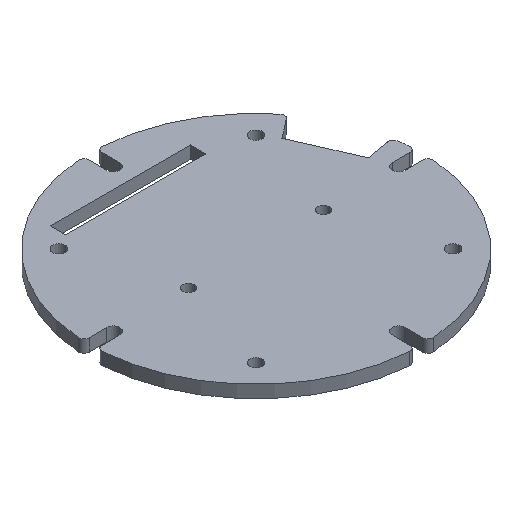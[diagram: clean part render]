
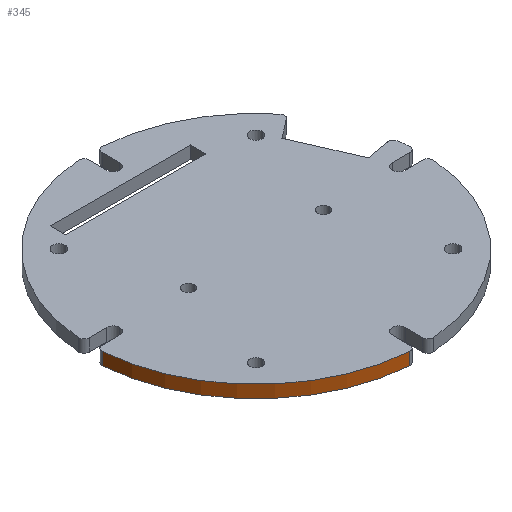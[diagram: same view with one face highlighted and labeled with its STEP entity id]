
A CAD part, isometric view. The second image highlights one B-rep face of the part: STEP entity #345.
In plain terms, the highlighted cylindrical face has radius 32 mm (diameter 64 mm), a partial arc.
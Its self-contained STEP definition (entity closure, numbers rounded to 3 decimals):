
#123 = AXIS2_PLACEMENT_3D ( 'NONE', #834, #647, #451 ) ;
#241 = CYLINDRICAL_SURFACE ( 'NONE', #1702, 32. ) ;
#302 = CARTESIAN_POINT ( 'NONE',  ( -2.323, -31.916, 0. ) ) ;
#304 = CARTESIAN_POINT ( 'NONE',  ( -2.323, -31.916, 2.4 ) ) ;
#345 = ADVANCED_FACE ( 'NONE', ( #1448 ), #241, .T. ) ;
#451 = DIRECTION ( 'NONE',  ( 1., 0., 0. ) ) ;
#454 = CIRCLE ( 'NONE', #997, 32. ) ;
#462 = DIRECTION ( 'NONE',  ( -1., 0., 0. ) ) ;
#621 = EDGE_LOOP ( 'NONE', ( #1501, #1262, #1544, #1175 ) ) ;
#647 = DIRECTION ( 'NONE',  ( 0., 0., 1. ) ) ;
#655 = VERTEX_POINT ( 'NONE', #687 ) ;
#656 = DIRECTION ( 'NONE',  ( 0., 0., -1. ) ) ;
#687 = CARTESIAN_POINT ( 'NONE',  ( -31.916, -2.323, 0. ) ) ;
#727 = LINE ( 'NONE', #1606, #1008 ) ;
#773 = DIRECTION ( 'NONE',  ( 0., 0., -1. ) ) ;
#793 = VERTEX_POINT ( 'NONE', #304 ) ;
#828 = DIRECTION ( 'NONE',  ( 1., 0., 0. ) ) ;
#834 = CARTESIAN_POINT ( 'NONE',  ( 0., 0., 0. ) ) ;
#839 = CARTESIAN_POINT ( 'NONE',  ( 0., 0., 2.4 ) ) ;
#954 = CARTESIAN_POINT ( 'NONE',  ( -31.916, -2.323, 2.4 ) ) ;
#997 = AXIS2_PLACEMENT_3D ( 'NONE', #1204, #1014, #828 ) ;
#1008 = VECTOR ( 'NONE', #1422, 1000. ) ;
#1014 = DIRECTION ( 'NONE',  ( 0., 0., 1. ) ) ;
#1036 = CIRCLE ( 'NONE', #123, 32. ) ;
#1057 = VECTOR ( 'NONE', #773, 1000. ) ;
#1147 = LINE ( 'NONE', #954, #1057 ) ;
#1170 = EDGE_CURVE ( 'NONE', #1216, #655, #1147, .T. ) ;
#1175 = ORIENTED_EDGE ( 'NONE', *, *, #1222, .T. ) ;
#1204 = CARTESIAN_POINT ( 'NONE',  ( 0., 0., 2.4 ) ) ;
#1216 = VERTEX_POINT ( 'NONE', #1796 ) ;
#1222 = EDGE_CURVE ( 'NONE', #1228, #793, #727, .T. ) ;
#1228 = VERTEX_POINT ( 'NONE', #302 ) ;
#1262 = ORIENTED_EDGE ( 'NONE', *, *, #1170, .T. ) ;
#1352 = EDGE_CURVE ( 'NONE', #655, #1228, #1036, .T. ) ;
#1422 = DIRECTION ( 'NONE',  ( 0., 0., 1. ) ) ;
#1448 = FACE_OUTER_BOUND ( 'NONE', #621, .T. ) ;
#1501 = ORIENTED_EDGE ( 'NONE', *, *, #1777, .F. ) ;
#1544 = ORIENTED_EDGE ( 'NONE', *, *, #1352, .T. ) ;
#1606 = CARTESIAN_POINT ( 'NONE',  ( -2.323, -31.916, 2.4 ) ) ;
#1702 = AXIS2_PLACEMENT_3D ( 'NONE', #839, #656, #462 ) ;
#1777 = EDGE_CURVE ( 'NONE', #1216, #793, #454, .T. ) ;
#1796 = CARTESIAN_POINT ( 'NONE',  ( -31.916, -2.323, 2.4 ) ) ;
